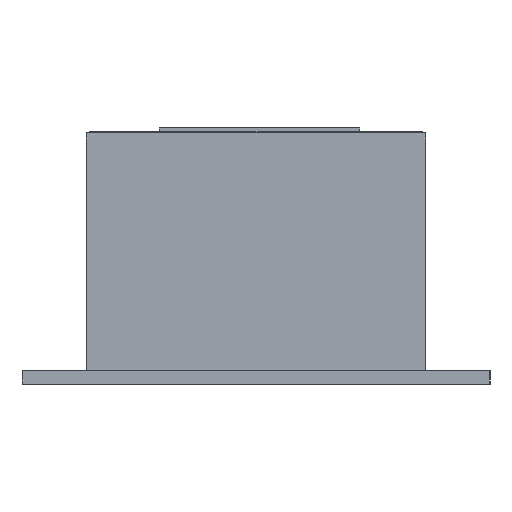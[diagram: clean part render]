
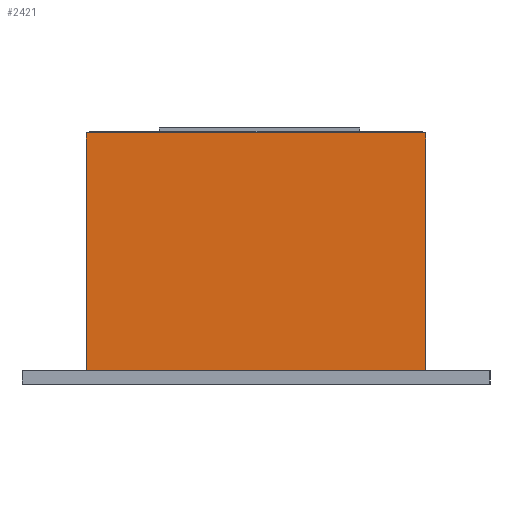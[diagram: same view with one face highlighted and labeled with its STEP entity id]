
A CAD part, left-side view. The second image highlights one B-rep face of the part: STEP entity #2421.
In plain terms, the highlighted planar face has unit normal (-1, 0, 0).
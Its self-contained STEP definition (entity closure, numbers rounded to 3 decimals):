
#1610 = FACE_OUTER_BOUND ( 'NONE', #2496, .T. ) ;
#1611 = PLANE ( 'NONE',  #1654 ) ;
#1643 = LINE ( 'NONE', #1675, #1674 ) ;
#1645 = CARTESIAN_POINT ( 'NONE',  ( -0.495, 0.254, 0.356 ) ) ;
#1654 = AXIS2_PLACEMENT_3D ( 'NONE', #1684, #1683, #1682 ) ;
#1673 = DIRECTION ( 'NONE',  ( 0., 0., 1. ) ) ;
#1674 = VECTOR ( 'NONE', #1673, 1000. ) ;
#1675 = CARTESIAN_POINT ( 'NONE',  ( -0.495, 0.254, 0.356 ) ) ;
#1682 = DIRECTION ( 'NONE',  ( 0., 0., -1. ) ) ;
#1683 = DIRECTION ( 'NONE',  ( 1., 0., 0. ) ) ;
#1684 = CARTESIAN_POINT ( 'NONE',  ( -0.495, 0.254, 0.356 ) ) ;
#1738 = DIRECTION ( 'NONE',  ( 0., -1., 0. ) ) ;
#1739 = VECTOR ( 'NONE', #1738, 1000. ) ;
#1741 = CARTESIAN_POINT ( 'NONE',  ( -0.495, 0.254, 0.356 ) ) ;
#1742 = LINE ( 'NONE', #1741, #1739 ) ;
#1805 = CARTESIAN_POINT ( 'NONE',  ( -0.495, -0.254, 0. ) ) ;
#1820 = DIRECTION ( 'NONE',  ( 0., 0., 1. ) ) ;
#1821 = VECTOR ( 'NONE', #1820, 1000. ) ;
#1822 = CARTESIAN_POINT ( 'NONE',  ( -0.495, -0.254, 0.356 ) ) ;
#1825 = LINE ( 'NONE', #1822, #1821 ) ;
#1833 = CARTESIAN_POINT ( 'NONE',  ( -0.495, 0.254, 0. ) ) ;
#1849 = CARTESIAN_POINT ( 'NONE',  ( -0.495, -0.254, 0.356 ) ) ;
#1883 = DIRECTION ( 'NONE',  ( 0., -1., 0. ) ) ;
#1884 = VECTOR ( 'NONE', #1883, 1000. ) ;
#1892 = CARTESIAN_POINT ( 'NONE',  ( -0.495, 0.254, 0. ) ) ;
#1893 = LINE ( 'NONE', #1892, #1884 ) ;
#2418 = ORIENTED_EDGE ( 'NONE', *, *, #2434, .F. ) ;
#2421 = ADVANCED_FACE ( 'NONE', ( #1610 ), #1611, .F. ) ;
#2424 = EDGE_CURVE ( 'NONE', #2470, #2427, #1643, .T. ) ;
#2427 = VERTEX_POINT ( 'NONE', #1645 ) ;
#2432 = ORIENTED_EDGE ( 'NONE', *, *, #2424, .F. ) ;
#2434 = EDGE_CURVE ( 'NONE', #2427, #2493, #1742, .T. ) ;
#2435 = ORIENTED_EDGE ( 'NONE', *, *, #2472, .T. ) ;
#2470 = VERTEX_POINT ( 'NONE', #1833 ) ;
#2472 = EDGE_CURVE ( 'NONE', #2490, #2493, #1825, .T. ) ;
#2490 = VERTEX_POINT ( 'NONE', #1805 ) ;
#2493 = VERTEX_POINT ( 'NONE', #1849 ) ;
#2494 = ORIENTED_EDGE ( 'NONE', *, *, #2510, .T. ) ;
#2496 = EDGE_LOOP ( 'NONE', ( #2435, #2418, #2432, #2494 ) ) ;
#2510 = EDGE_CURVE ( 'NONE', #2470, #2490, #1893, .T. ) ;
